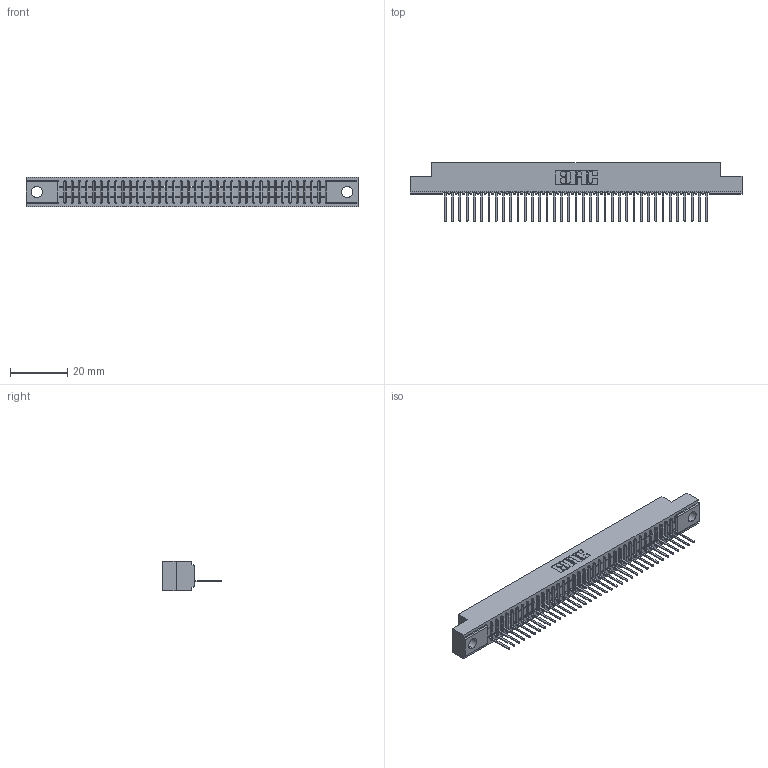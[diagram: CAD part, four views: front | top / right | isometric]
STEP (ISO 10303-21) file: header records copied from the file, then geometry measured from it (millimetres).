
FILE_DESCRIPTION (( 'STEP AP203' ), '1' );
FILE_NAME ('391-037-522-104.STEP', '2018-08-08T23:51:52', ( '' ), ( '' ), 'SwSTEP 2.0', 'SolidWorks 2016', '' );
FILE_SCHEMA (( 'CONFIG_CONTROL_DESIGN' ));
Length unit declared in the file: inch
Products named in the file (3): 341 Part_.156 (3.96) Dia Mounting Holes; 341-292-001_341-292-122; 391-037-522-104
Assembly tree (38 placements, depth 2):
  391-037-522-104
    341 Part_.156 (3.96) Dia Mounting Holes
    341-292-001_341-292-122  x37
Bounding box: 116.2 x 20.62 x 10.16 mm (x, y, z)
Volume: 8256.7 mm3; surface area: 12874.2 mm2
Topology: 38 solids, 38 shells, 3164 faces, 9121 edges, 5854 vertices
Faces by surface type: plane 1969, cylinder 1047, sphere 76, torus 72
Entity records: 44678 total; most frequent: CARTESIAN_POINT 7592, ORIENTED_EDGE 7578, DIRECTION 7325, EDGE_CURVE 3789, LINE 3063, VECTOR 3063, VERTEX_POINT 2398, AXIS2_PLACEMENT_3D 2131
